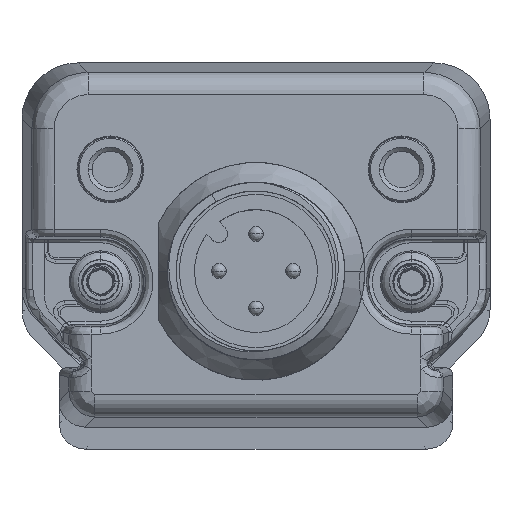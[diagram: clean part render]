
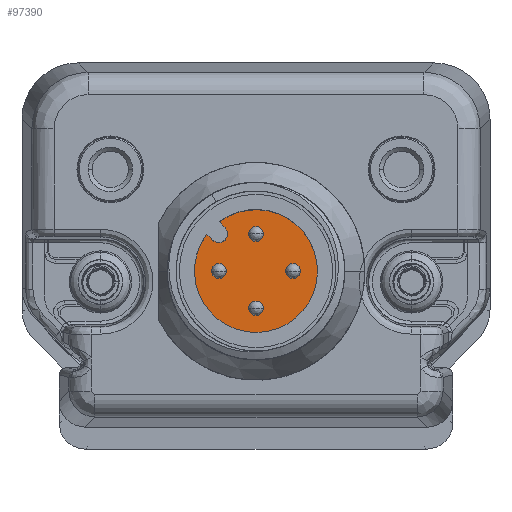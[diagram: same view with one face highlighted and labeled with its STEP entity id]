
A CAD part, top view. The second image highlights one B-rep face of the part: STEP entity #97390.
In plain terms, the highlighted planar face has unit normal (0, 0, 1).
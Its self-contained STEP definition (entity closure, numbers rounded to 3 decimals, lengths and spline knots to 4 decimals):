
#44650=CARTESIAN_POINT('',(0.,1.,443.87));
#44651=DIRECTION('',(0.,0.,1.));
#44652=DIRECTION('',(-0.802,0.597,0.));
#44653=AXIS2_PLACEMENT_3D('',#44650,#44651,#44652);
#44655=DIRECTION('',(-0.707,0.707,0.));
#44656=VECTOR('',#44655,0.5564);
#44657=CARTESIAN_POINT('',(-2.9345,3.086,443.87));
#44658=LINE('',#44657,#44656);
#44659=CARTESIAN_POINT('',(-2.5102,3.5102,443.87));
#44660=DIRECTION('',(0.,0.,-1.));
#44661=DIRECTION('',(0.707,0.707,0.));
#44662=AXIS2_PLACEMENT_3D('',#44659,#44660,#44661);
#44664=DIRECTION('',(0.707,-0.707,0.));
#44665=VECTOR('',#44664,0.5564);
#44666=CARTESIAN_POINT('',(-2.4794,4.3279,443.87));
#44667=LINE('',#44666,#44665);
#44668=CARTESIAN_POINT('',(0.,3.5,443.87));
#44669=DIRECTION('',(0.,0.,-1.));
#44670=DIRECTION('',(1.,0.,0.));
#44671=AXIS2_PLACEMENT_3D('',#44668,#44669,#44670);
#44673=CARTESIAN_POINT('',(0.,3.5,443.87));
#44674=DIRECTION('',(0.,0.,-1.));
#44675=DIRECTION('',(-1.,0.,0.));
#44676=AXIS2_PLACEMENT_3D('',#44673,#44674,#44675);
#44678=CARTESIAN_POINT('',(-2.5,1.,443.87));
#44679=DIRECTION('',(0.,0.,-1.));
#44680=DIRECTION('',(1.,0.,0.));
#44681=AXIS2_PLACEMENT_3D('',#44678,#44679,#44680);
#44683=CARTESIAN_POINT('',(-2.5,1.,443.87));
#44684=DIRECTION('',(0.,0.,-1.));
#44685=DIRECTION('',(-1.,0.,0.));
#44686=AXIS2_PLACEMENT_3D('',#44683,#44684,#44685);
#44688=CARTESIAN_POINT('',(0.,-1.5,443.87));
#44689=DIRECTION('',(0.,0.,-1.));
#44690=DIRECTION('',(1.,0.,0.));
#44691=AXIS2_PLACEMENT_3D('',#44688,#44689,#44690);
#44693=CARTESIAN_POINT('',(0.,-1.5,443.87));
#44694=DIRECTION('',(0.,0.,-1.));
#44695=DIRECTION('',(-1.,0.,0.));
#44696=AXIS2_PLACEMENT_3D('',#44693,#44694,#44695);
#44698=CARTESIAN_POINT('',(2.5,1.,443.87));
#44699=DIRECTION('',(0.,0.,-1.));
#44700=DIRECTION('',(1.,0.,0.));
#44701=AXIS2_PLACEMENT_3D('',#44698,#44699,#44700);
#44703=CARTESIAN_POINT('',(2.5,1.,443.87));
#44704=DIRECTION('',(0.,0.,-1.));
#44705=DIRECTION('',(-1.,0.,0.));
#44706=AXIS2_PLACEMENT_3D('',#44703,#44704,#44705);
#60308=CARTESIAN_POINT('',(-3.3279,3.4794,443.87));
#60309=CARTESIAN_POINT('',(-2.4794,4.3279,443.87));
#60310=VERTEX_POINT('',#60308);
#60311=VERTEX_POINT('',#60309);
#60312=CARTESIAN_POINT('',(-2.086,3.9345,443.87));
#60313=VERTEX_POINT('',#60312);
#60314=CARTESIAN_POINT('',(-2.9345,3.086,443.87));
#60315=VERTEX_POINT('',#60314);
#60395=CARTESIAN_POINT('',(0.5,3.5,443.87));
#60396=CARTESIAN_POINT('',(-0.5,3.5,443.87));
#60397=VERTEX_POINT('',#60395);
#60398=VERTEX_POINT('',#60396);
#60405=CARTESIAN_POINT('',(-2.,1.,443.87));
#60406=CARTESIAN_POINT('',(-3.,1.,443.87));
#60407=VERTEX_POINT('',#60405);
#60408=VERTEX_POINT('',#60406);
#60415=CARTESIAN_POINT('',(0.5,-1.5,443.87));
#60416=CARTESIAN_POINT('',(-0.5,-1.5,443.87));
#60417=VERTEX_POINT('',#60415);
#60418=VERTEX_POINT('',#60416);
#60425=CARTESIAN_POINT('',(3.,1.,443.87));
#60426=CARTESIAN_POINT('',(2.,1.,443.87));
#60427=VERTEX_POINT('',#60425);
#60428=VERTEX_POINT('',#60426);
#97355=CARTESIAN_POINT('',(0.,1.,443.87));
#97356=DIRECTION('',(0.,0.,1.));
#97357=DIRECTION('',(0.,1.,0.));
#97358=AXIS2_PLACEMENT_3D('',#97355,#97356,#97357);
#97359=PLANE('',#97358);
#97360=ORIENTED_EDGE('',*,*,#97307,.F.);
#97361=ORIENTED_EDGE('',*,*,#97322,.F.);
#97362=ORIENTED_EDGE('',*,*,#97336,.F.);
#97363=ORIENTED_EDGE('',*,*,#97349,.F.);
#97364=EDGE_LOOP('',(#97360,#97361,#97362,#97363));
#97365=FACE_OUTER_BOUND('',#97364,.F.);
#97367=ORIENTED_EDGE('',*,*,#97366,.F.);
#97369=ORIENTED_EDGE('',*,*,#97368,.F.);
#97370=EDGE_LOOP('',(#97367,#97369));
#97371=FACE_BOUND('',#97370,.F.);
#97373=ORIENTED_EDGE('',*,*,#97372,.F.);
#97375=ORIENTED_EDGE('',*,*,#97374,.F.);
#97376=EDGE_LOOP('',(#97373,#97375));
#97377=FACE_BOUND('',#97376,.F.);
#97379=ORIENTED_EDGE('',*,*,#97378,.F.);
#97381=ORIENTED_EDGE('',*,*,#97380,.F.);
#97382=EDGE_LOOP('',(#97379,#97381));
#97383=FACE_BOUND('',#97382,.F.);
#97385=ORIENTED_EDGE('',*,*,#97384,.F.);
#97387=ORIENTED_EDGE('',*,*,#97386,.F.);
#97388=EDGE_LOOP('',(#97385,#97387));
#97389=FACE_BOUND('',#97388,.F.);
#97390=ADVANCED_FACE('',(#97365,#97371,#97377,#97383,#97389),#97359,.T.);
#44654=CIRCLE('',#44653,4.15);
#44663=CIRCLE('',#44662,0.6);
#44672=CIRCLE('',#44671,0.5);
#44677=CIRCLE('',#44676,0.5);
#44682=CIRCLE('',#44681,0.5);
#44687=CIRCLE('',#44686,0.5);
#44692=CIRCLE('',#44691,0.5);
#44697=CIRCLE('',#44696,0.5);
#44702=CIRCLE('',#44701,0.5);
#44707=CIRCLE('',#44706,0.5);
#97307=EDGE_CURVE('',#60310,#60311,#44654,.T.);
#97322=EDGE_CURVE('',#60315,#60310,#44658,.T.);
#97336=EDGE_CURVE('',#60313,#60315,#44663,.T.);
#97349=EDGE_CURVE('',#60311,#60313,#44667,.T.);
#97366=EDGE_CURVE('',#60397,#60398,#44672,.T.);
#97368=EDGE_CURVE('',#60398,#60397,#44677,.T.);
#97372=EDGE_CURVE('',#60407,#60408,#44682,.T.);
#97374=EDGE_CURVE('',#60408,#60407,#44687,.T.);
#97378=EDGE_CURVE('',#60417,#60418,#44692,.T.);
#97380=EDGE_CURVE('',#60418,#60417,#44697,.T.);
#97384=EDGE_CURVE('',#60427,#60428,#44702,.T.);
#97386=EDGE_CURVE('',#60428,#60427,#44707,.T.);
